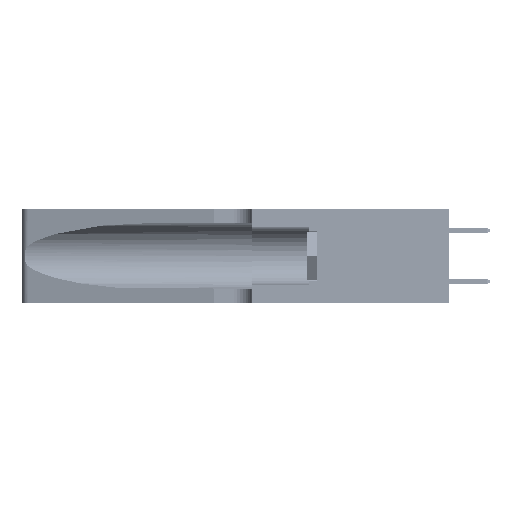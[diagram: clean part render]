
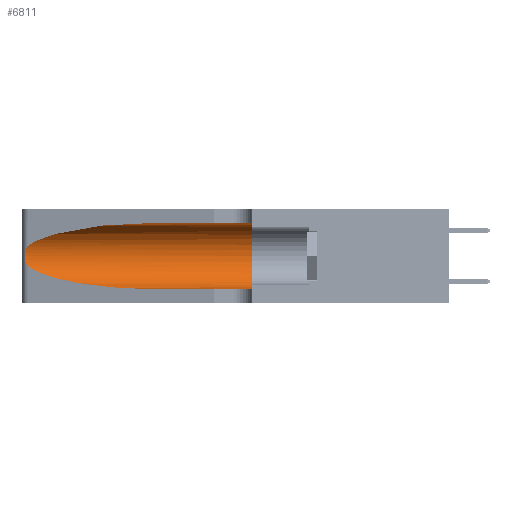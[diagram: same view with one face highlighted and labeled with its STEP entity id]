
A CAD part, left-side view. The second image highlights one B-rep face of the part: STEP entity #6811.
In plain terms, the highlighted cylindrical face has radius 3.308 mm (diameter 6.617 mm), a partial arc.
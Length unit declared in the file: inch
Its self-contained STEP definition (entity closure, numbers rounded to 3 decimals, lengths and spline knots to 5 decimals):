
#2657 = CARTESIAN_POINT ( 'NONE',  ( 0.1305, 0.72297, 0.31525 ) ) ;
#2730 = CARTESIAN_POINT ( 'NONE',  ( 0.1305, 0.35, 0.31525 ) ) ;
#3797 = CARTESIAN_POINT ( 'NONE',  ( 0.25856, 1.23593, 0.16098 ) ) ;
#3828 = CARTESIAN_POINT ( 'NONE',  ( 0.25487, 1.22718, 0.14631 ) ) ;
#3942 = VECTOR ( 'NONE', #37253, 39.37008 ) ;
#4718 = ORIENTED_EDGE ( 'NONE', *, *, #4858, .T. ) ;
#4858 = EDGE_CURVE ( 'NONE', #24183, #11750, #52979, .T. ) ;
#5741 = CARTESIAN_POINT ( 'NONE',  ( 0.1305, 1.61858, 0.05475 ) ) ;
#6811 = ADVANCED_FACE ( 'NONE', ( #21038 ), #30832, .F. ) ;
#7274 = CARTESIAN_POINT ( 'NONE',  ( 0.1305, 0.35, 0.185 ) ) ;
#7545 = CARTESIAN_POINT ( 'NONE',  ( 0.25487, 1.22718, 0.22369 ) ) ;
#7797 = CARTESIAN_POINT ( 'NONE',  ( 0.25639, 1.23184, 0.21858 ) ) ;
#7977 = CARTESIAN_POINT ( 'NONE',  ( 0.25639, 1.23186, 0.15144 ) ) ;
#8690 = CIRCLE ( 'NONE', #27957, 0.13025 ) ;
#8984 = CARTESIAN_POINT ( 'NONE',  ( 0.1305, 0.72297, 0.05475 ) ) ;
#11043 = CARTESIAN_POINT ( 'NONE',  ( 0.25487, 1.22718, 0.22369 ) ) ;
#11445 = CARTESIAN_POINT ( 'NONE',  ( 0.1305, 0.72297, 0.31525 ) ) ;
#11461 = DIRECTION ( 'NONE',  ( 0., 0., 1. ) ) ;
#11750 = VERTEX_POINT ( 'NONE', #38156 ) ;
#12176 = CARTESIAN_POINT ( 'NONE',  ( 0.25487, 1.22718, 0.14631 ) ) ;
#12211 = CARTESIAN_POINT ( 'NONE',  ( 0.1305, 0.72297, 0.05475 ) ) ;
#16188 = CARTESIAN_POINT ( 'NONE',  ( 0.25487, 1.22718, 0.22369 ) ) ;
#16792 = ORIENTED_EDGE ( 'NONE', *, *, #43332, .F. ) ;
#18742 = ORIENTED_EDGE ( 'NONE', *, *, #31384, .T. ) ;
#20123 = CARTESIAN_POINT ( 'NONE',  ( 0.1305, 1.61858, 0.185 ) ) ;
#20307 = DIRECTION ( 'NONE',  ( 0., -1., 0. ) ) ;
#20325 = VERTEX_POINT ( 'NONE', #8984 ) ;
#20385 = CARTESIAN_POINT ( 'NONE',  ( 0.25854, 1.2359, 0.20912 ) ) ;
#20645 = VERTEX_POINT ( 'NONE', #2730 ) ;
#20849 = CARTESIAN_POINT ( 'NONE',  ( 0.1305, 0.35, 0.05475 ) ) ;
#21038 = FACE_OUTER_BOUND ( 'NONE', #24570, .T. ) ;
#24183 = VERTEX_POINT ( 'NONE', #7545 ) ;
#24258 = LINE ( 'NONE', #5741, #25593 ) ;
#24570 = EDGE_LOOP ( 'NONE', ( #18742, #4718, #27307, #42909, #32434, #16792 ) ) ;
#24639 = CARTESIAN_POINT ( 'NONE',  ( 0.26075, 1.23896, 0.19203 ) ) ;
#25593 = VECTOR ( 'NONE', #39200, 39.37008 ) ;
#27307 = ORIENTED_EDGE ( 'NONE', *, *, #30327, .T. ) ;
#27957 = AXIS2_PLACEMENT_3D ( 'NONE', #7274, #36515, #11461 ) ;
#28292 = EDGE_CURVE ( 'NONE', #20645, #50800, #8690, .T. ) ;
#28822 = CARTESIAN_POINT ( 'NONE',  ( 0.26017, 1.23833, 0.17102 ) ) ;
#28853 = CARTESIAN_POINT ( 'NONE',  ( 0.2373, 1.15595, 0.08982 ) ) ;
#30327 = EDGE_CURVE ( 'NONE', #11750, #20325, #51333, .T. ) ;
#30832 = CYLINDRICAL_SURFACE ( 'NONE', #52653, 0.13025 ) ;
#31384 = EDGE_CURVE ( 'NONE', #49441, #24183, #53737, .T. ) ;
#32434 = ORIENTED_EDGE ( 'NONE', *, *, #28292, .F. ) ;
#32865 = CARTESIAN_POINT ( 'NONE',  ( 0.1305, 1.61858, 0.31525 ) ) ;
#33021 = CARTESIAN_POINT ( 'NONE',  ( 0.25789, 1.23486, 0.15765 ) ) ;
#36106 = CARTESIAN_POINT ( 'NONE',  ( 0.2373, 1.15595, 0.28018 ) ) ;
#36515 = DIRECTION ( 'NONE',  ( 0., 1., 0. ) ) ;
#37230 = CARTESIAN_POINT ( 'NONE',  ( 0.25555, 1.22993, 0.14849 ) ) ;
#37253 = DIRECTION ( 'NONE',  ( 0., -1., 0. ) ) ;
#37263 = CARTESIAN_POINT ( 'NONE',  ( 0.18966, 0.96281, 0.05475 ) ) ;
#38156 = CARTESIAN_POINT ( 'NONE',  ( 0.25487, 1.22718, 0.14631 ) ) ;
#39200 = DIRECTION ( 'NONE',  ( 0., -1., 0. ) ) ;
#41293 = CARTESIAN_POINT ( 'NONE',  ( 0.25555, 1.22994, 0.2215 ) ) ;
#42909 = ORIENTED_EDGE ( 'NONE', *, *, #52252, .T. ) ;
#43332 = EDGE_CURVE ( 'NONE', #49441, #20645, #49775, .T. ) ;
#44360 = CARTESIAN_POINT ( 'NONE',  ( 0.18966, 0.96281, 0.31525 ) ) ;
#45521 = CARTESIAN_POINT ( 'NONE',  ( 0.25787, 1.23484, 0.2124 ) ) ;
#49441 = VERTEX_POINT ( 'NONE', #11445 ) ;
#49643 = DIRECTION ( 'NONE',  ( 0., 0., -1. ) ) ;
#49715 = CARTESIAN_POINT ( 'NONE',  ( 0.26018, 1.23835, 0.19895 ) ) ;
#49775 = LINE ( 'NONE', #32865, #3942 ) ;
#50800 = VERTEX_POINT ( 'NONE', #20849 ) ;
#51333 =( BOUNDED_CURVE ( )  B_SPLINE_CURVE ( 3, ( #3828, #28853, #37263, #12211 ),
 .UNSPECIFIED., .F., .F. ) 
 B_SPLINE_CURVE_WITH_KNOTS ( ( 4, 4 ),
 ( 3.44316, 4.71239 ),
 .UNSPECIFIED. ) 
 CURVE ( )  GEOMETRIC_REPRESENTATION_ITEM ( )  RATIONAL_B_SPLINE_CURVE ( ( 1., 0.87, 0.87, 1. ) ) 
 REPRESENTATION_ITEM ( '' )  );
#52252 = EDGE_CURVE ( 'NONE', #20325, #50800, #24258, .T. ) ;
#52653 = AXIS2_PLACEMENT_3D ( 'NONE', #20123, #20307, #49643 ) ;
#52979 = B_SPLINE_CURVE_WITH_KNOTS ( 'NONE', 3,
 ( #16188, #41293, #7797, #45521, #20385, #49715, #24639, #53910, #28822, #3797, #33021, #7977, #37230, #12176 ),
 .UNSPECIFIED., .F., .F.,
 ( 4, 2, 2, 2, 2, 2, 4 ),
 ( 0., 0.00027, 0.00053, 0.00107, 0.0016, 0.00187, 0.00214 ),
 .UNSPECIFIED. ) ;
#53737 =( BOUNDED_CURVE ( )  B_SPLINE_CURVE ( 3, ( #2657, #44360, #36106, #11043 ),
 .UNSPECIFIED., .F., .F. ) 
 B_SPLINE_CURVE_WITH_KNOTS ( ( 4, 4 ),
 ( 1.5708, 2.84003 ),
 .UNSPECIFIED. ) 
 CURVE ( )  GEOMETRIC_REPRESENTATION_ITEM ( )  RATIONAL_B_SPLINE_CURVE ( ( 1., 0.87, 0.87, 1. ) ) 
 REPRESENTATION_ITEM ( '' )  );
#53910 = CARTESIAN_POINT ( 'NONE',  ( 0.26075, 1.23896, 0.178 ) ) ;
